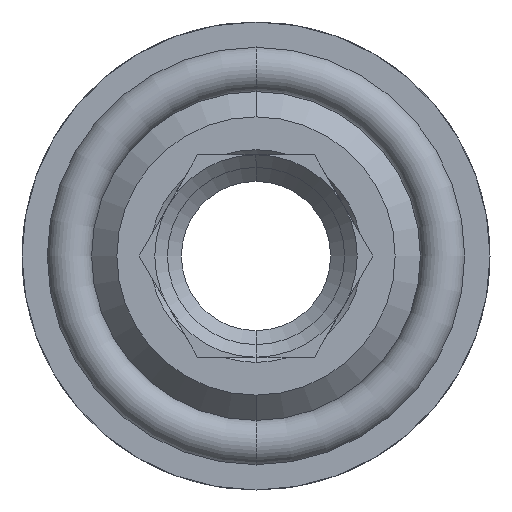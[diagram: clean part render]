
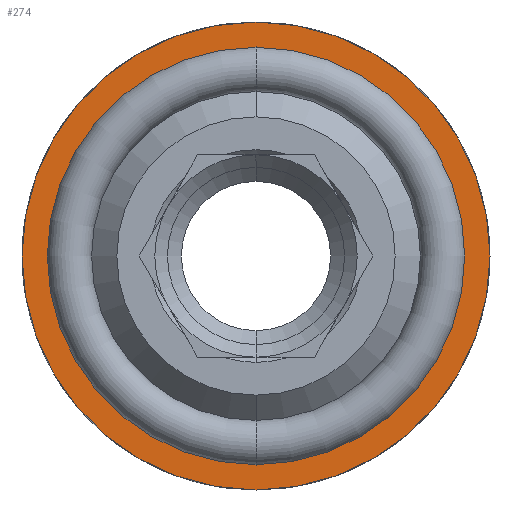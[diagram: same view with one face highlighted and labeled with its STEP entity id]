
A CAD part, front view. The second image highlights one B-rep face of the part: STEP entity #274.
In plain terms, the highlighted planar face has unit normal (0, -1, 0).
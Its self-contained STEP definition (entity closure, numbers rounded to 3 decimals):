
#61 = VERTEX_POINT ( 'NONE', #837 ) ;
#65 = EDGE_CURVE ( 'NONE', #70, #61, #832, .T. ) ;
#70 = VERTEX_POINT ( 'NONE', #881 ) ;
#99 = VERTEX_POINT ( 'NONE', #943 ) ;
#109 = EDGE_CURVE ( 'NONE', #99, #246, #935, .T. ) ;
#246 = VERTEX_POINT ( 'NONE', #1244 ) ;
#259 = ORIENTED_EDGE ( 'NONE', *, *, #65, .F. ) ;
#274 = ADVANCED_FACE ( 'NONE', ( #1153, #1152 ), #1157, .T. ) ;
#280 = EDGE_LOOP ( 'NONE', ( #281, #259 ) ) ;
#281 = ORIENTED_EDGE ( 'NONE', *, *, #380, .F. ) ;
#309 = EDGE_LOOP ( 'NONE', ( #469, #470 ) ) ;
#380 = EDGE_CURVE ( 'NONE', #61, #70, #1454, .T. ) ;
#469 = ORIENTED_EDGE ( 'NONE', *, *, #109, .T. ) ;
#470 = ORIENTED_EDGE ( 'NONE', *, *, #503, .T. ) ;
#503 = EDGE_CURVE ( 'NONE', #246, #99, #1479, .T. ) ;
#828 = DIRECTION ( 'NONE',  ( 0., 0., -1. ) ) ;
#829 = DIRECTION ( 'NONE',  ( 0., -1., 0. ) ) ;
#830 = CARTESIAN_POINT ( 'NONE',  ( 0., 8., 0. ) ) ;
#831 = AXIS2_PLACEMENT_3D ( 'NONE', #830, #829, #828 ) ;
#832 = CIRCLE ( 'NONE', #831, 8.25 ) ;
#837 = CARTESIAN_POINT ( 'NONE',  ( 0., 8., -8.25 ) ) ;
#881 = CARTESIAN_POINT ( 'NONE',  ( 0., 8., 8.25 ) ) ;
#931 = DIRECTION ( 'NONE',  ( 0., 0., -1. ) ) ;
#932 = DIRECTION ( 'NONE',  ( 0., -1., 0. ) ) ;
#933 = CARTESIAN_POINT ( 'NONE',  ( 0., 8., 0. ) ) ;
#934 = AXIS2_PLACEMENT_3D ( 'NONE', #933, #932, #931 ) ;
#935 = CIRCLE ( 'NONE', #934, 9.25 ) ;
#943 = CARTESIAN_POINT ( 'NONE',  ( 0., 8., -9.25 ) ) ;
#1152 = FACE_BOUND ( 'NONE', #280, .T. ) ;
#1153 = FACE_OUTER_BOUND ( 'NONE', #309, .T. ) ;
#1157 = PLANE ( 'NONE',  #1296 ) ;
#1244 = CARTESIAN_POINT ( 'NONE',  ( 0., 8., 9.25 ) ) ;
#1292 = DIRECTION ( 'NONE',  ( 0., 0., -1. ) ) ;
#1293 = DIRECTION ( 'NONE',  ( 0., -1., 0. ) ) ;
#1295 = CARTESIAN_POINT ( 'NONE',  ( 9.25, 8., 0. ) ) ;
#1296 = AXIS2_PLACEMENT_3D ( 'NONE', #1295, #1293, #1292 ) ;
#1450 = DIRECTION ( 'NONE',  ( 0., 0., -1. ) ) ;
#1451 = DIRECTION ( 'NONE',  ( 0., -1., 0. ) ) ;
#1452 = CARTESIAN_POINT ( 'NONE',  ( 0., 8., 0. ) ) ;
#1453 = AXIS2_PLACEMENT_3D ( 'NONE', #1452, #1451, #1450 ) ;
#1454 = CIRCLE ( 'NONE', #1453, 8.25 ) ;
#1468 = DIRECTION ( 'NONE',  ( 0., 0., -1. ) ) ;
#1478 = AXIS2_PLACEMENT_3D ( 'NONE', #1488, #1480, #1468 ) ;
#1479 = CIRCLE ( 'NONE', #1478, 9.25 ) ;
#1480 = DIRECTION ( 'NONE',  ( 0., -1., 0. ) ) ;
#1488 = CARTESIAN_POINT ( 'NONE',  ( 0., 8., 0. ) ) ;
